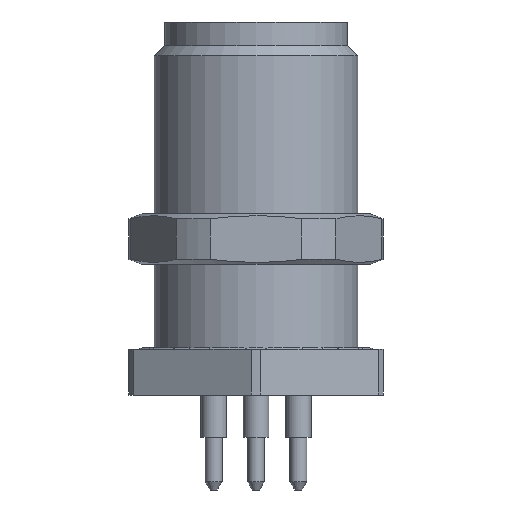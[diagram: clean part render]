
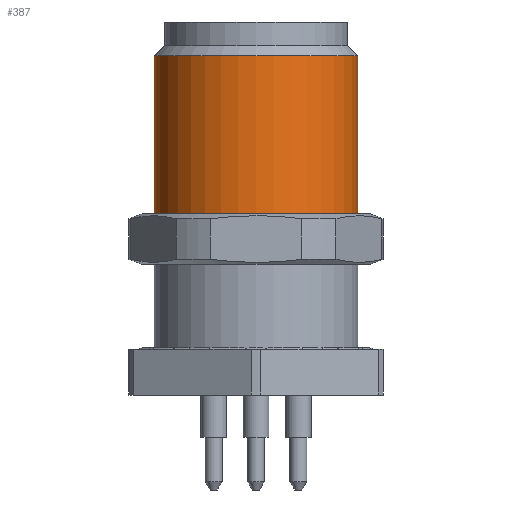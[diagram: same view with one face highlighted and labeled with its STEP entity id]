
A CAD part, front view. The second image highlights one B-rep face of the part: STEP entity #387.
In plain terms, the highlighted cylindrical face has radius 6 mm (diameter 12 mm), a full revolution.
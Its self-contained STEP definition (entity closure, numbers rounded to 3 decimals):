
#97=CYLINDRICAL_SURFACE('',#3261,6.);
#159=FACE_BOUND('',#815,.T.);
#160=FACE_BOUND('',#816,.T.);
#248=CIRCLE('',#3258,6.);
#249=CIRCLE('',#3260,6.);
#387=ADVANCED_FACE('',(#159,#160),#97,.T.);
#815=EDGE_LOOP('',(#1174));
#816=EDGE_LOOP('',(#1175));
#1174=ORIENTED_EDGE('',*,*,#2346,.F.);
#1175=ORIENTED_EDGE('',*,*,#2345,.F.);
#2046=VERTEX_POINT('',#4425);
#2047=VERTEX_POINT('',#4428);
#2345=EDGE_CURVE('',#2046,#2046,#248,.T.);
#2346=EDGE_CURVE('',#2047,#2047,#249,.T.);
#3258=AXIS2_PLACEMENT_3D('',#4424,#3568,#3569);
#3260=AXIS2_PLACEMENT_3D('',#4427,#3572,#3573);
#3261=AXIS2_PLACEMENT_3D('',#4429,#3574,#3575);
#3568=DIRECTION('',(0.,0.,1.));
#3569=DIRECTION('',(-0.866,-0.5,0.));
#3572=DIRECTION('',(0.,0.,-1.));
#3573=DIRECTION('',(0.,1.,0.));
#3574=DIRECTION('',(0.,0.,1.));
#3575=DIRECTION('',(0.866,0.5,0.));
#4424=CARTESIAN_POINT('',(17.425,-4.125,11.8));
#4425=CARTESIAN_POINT('',(12.229,-7.125,11.8));
#4427=CARTESIAN_POINT('',(17.425,-4.125,2.5));
#4428=CARTESIAN_POINT('',(17.425,1.875,2.5));
#4429=CARTESIAN_POINT('',(17.425,-4.125,13.8));
